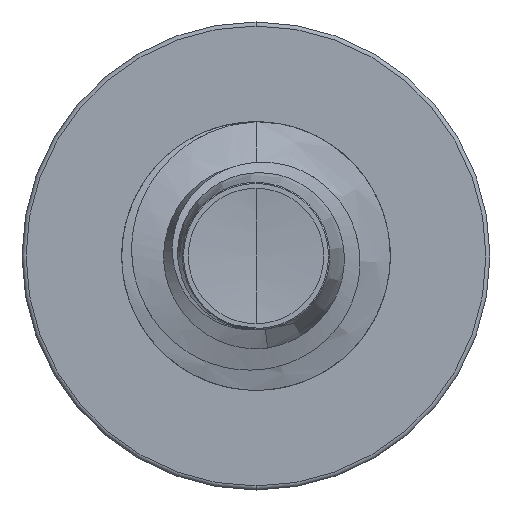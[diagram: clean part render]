
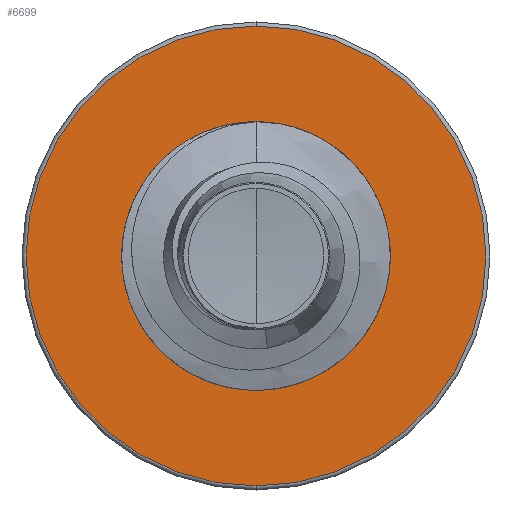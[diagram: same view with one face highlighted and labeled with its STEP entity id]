
A CAD part, front view. The second image highlights one B-rep face of the part: STEP entity #6699.
In plain terms, the highlighted planar face has unit normal (0, -1, 0).
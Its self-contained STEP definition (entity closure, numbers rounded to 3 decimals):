
#609 = DIRECTION ( 'NONE',  ( 0., 0., 1. ) ) ;
#987 = CARTESIAN_POINT ( 'NONE',  ( 0., 12.5, 2.998 ) ) ;
#1581 = DIRECTION ( 'NONE',  ( 0., 1., 0. ) ) ;
#1613 = CARTESIAN_POINT ( 'NONE',  ( 0., 12.5, 0. ) ) ;
#1658 = CARTESIAN_POINT ( 'NONE',  ( 0., 12.5, -1.722 ) ) ;
#1843 = AXIS2_PLACEMENT_3D ( 'NONE', #13580, #13655, #13547 ) ;
#2208 = VERTEX_POINT ( 'NONE', #987 ) ;
#3424 = CIRCLE ( 'NONE', #5605, 1.722 ) ;
#5132 = CIRCLE ( 'NONE', #5140, 1.722 ) ;
#5140 = AXIS2_PLACEMENT_3D ( 'NONE', #8115, #8095, #8072 ) ;
#5568 = AXIS2_PLACEMENT_3D ( 'NONE', #12176, #12159, #12062 ) ;
#5604 = ORIENTED_EDGE ( 'NONE', *, *, #16624, .T. ) ;
#5605 = AXIS2_PLACEMENT_3D ( 'NONE', #12365, #12307, #12274 ) ;
#6699 = ADVANCED_FACE ( 'NONE', ( #14767, #14478 ), #13561, .F. ) ;
#6806 = AXIS2_PLACEMENT_3D ( 'NONE', #1613, #1581, #609 ) ;
#8072 = DIRECTION ( 'NONE',  ( 0., 0., 1. ) ) ;
#8095 = DIRECTION ( 'NONE',  ( 0., 1., 0. ) ) ;
#8115 = CARTESIAN_POINT ( 'NONE',  ( 0., 12.5, 0. ) ) ;
#8614 = VERTEX_POINT ( 'NONE', #12055 ) ;
#9077 = CIRCLE ( 'NONE', #6806, 2.998 ) ;
#10302 = EDGE_LOOP ( 'NONE', ( #13549, #16157 ) ) ;
#11854 = EDGE_LOOP ( 'NONE', ( #5604, #13945 ) ) ;
#12055 = CARTESIAN_POINT ( 'NONE',  ( 0., 12.5, -2.997 ) ) ;
#12062 = DIRECTION ( 'NONE',  ( 0., 0., 1. ) ) ;
#12159 = DIRECTION ( 'NONE',  ( 0., 1., 0. ) ) ;
#12176 = CARTESIAN_POINT ( 'NONE',  ( 0., 12.5, 0. ) ) ;
#12274 = DIRECTION ( 'NONE',  ( 0., 0., 1. ) ) ;
#12307 = DIRECTION ( 'NONE',  ( 0., 1., 0. ) ) ;
#12365 = CARTESIAN_POINT ( 'NONE',  ( 0., 12.5, 0. ) ) ;
#12734 = CIRCLE ( 'NONE', #5568, 2.998 ) ;
#13547 = DIRECTION ( 'NONE',  ( 0., 0., 1. ) ) ;
#13549 = ORIENTED_EDGE ( 'NONE', *, *, #16014, .F. ) ;
#13561 = PLANE ( 'NONE',  #1843 ) ;
#13580 = CARTESIAN_POINT ( 'NONE',  ( 0., 12.5, -1.722 ) ) ;
#13655 = DIRECTION ( 'NONE',  ( 0., 1., 0. ) ) ;
#13945 = ORIENTED_EDGE ( 'NONE', *, *, #16430, .T. ) ;
#14478 = FACE_BOUND ( 'NONE', #11854, .T. ) ;
#14674 = VERTEX_POINT ( 'NONE', #1658 ) ;
#14767 = FACE_OUTER_BOUND ( 'NONE', #10302, .T. ) ;
#16014 = EDGE_CURVE ( 'NONE', #2208, #8614, #9077, .T. ) ;
#16157 = ORIENTED_EDGE ( 'NONE', *, *, #16435, .F. ) ;
#16430 = EDGE_CURVE ( 'NONE', #14674, #17513, #3424, .T. ) ;
#16435 = EDGE_CURVE ( 'NONE', #8614, #2208, #12734, .T. ) ;
#16624 = EDGE_CURVE ( 'NONE', #17513, #14674, #5132, .T. ) ;
#17071 = CARTESIAN_POINT ( 'NONE',  ( 0., 12.5, 1.722 ) ) ;
#17513 = VERTEX_POINT ( 'NONE', #17071 ) ;
